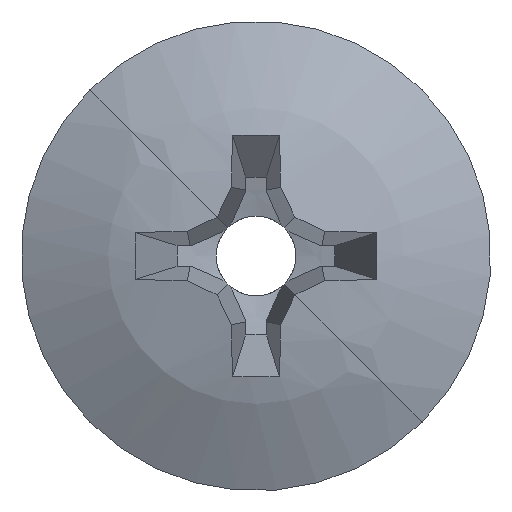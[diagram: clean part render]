
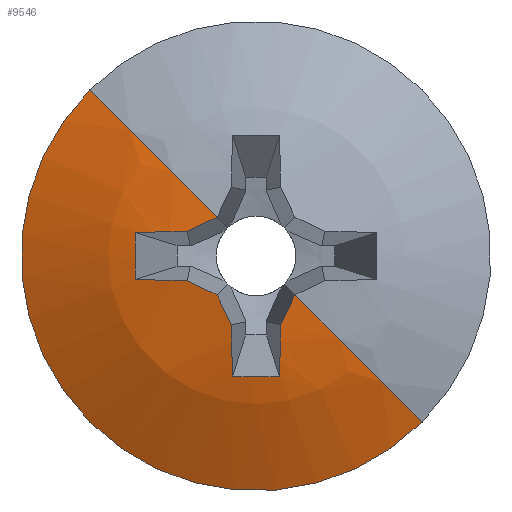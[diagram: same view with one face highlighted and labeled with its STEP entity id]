
A CAD part, left-side view. The second image highlights one B-rep face of the part: STEP entity #9546.
In plain terms, the highlighted spherical face has radius 5.452 mm.
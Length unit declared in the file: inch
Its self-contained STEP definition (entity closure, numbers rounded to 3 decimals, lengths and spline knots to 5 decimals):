
#3719=CARTESIAN_POINT('',(0.14257,0.01131,
0.01131));
#3720=DIRECTION('',(-0.128,0.701,0.701));
#3721=DIRECTION('',(-0.959,0.092,-0.268));
#3722=AXIS2_PLACEMENT_3D('',#3719,#3720,#3721);
#3724=CARTESIAN_POINT('',(-0.06856,0.,-0.02484));
#3725=CARTESIAN_POINT('',(-0.06849,0.00152,
-0.02539));
#3726=CARTESIAN_POINT('',(-0.06833,0.00455,
-0.02647));
#3727=CARTESIAN_POINT('',(-0.06799,0.009,
-0.02804));
#3728=CARTESIAN_POINT('',(-0.06766,0.01228,
-0.02919));
#3729=CARTESIAN_POINT('',(-0.06746,0.01399,
-0.02979));
#3731=CARTESIAN_POINT('',(-0.06746,-0.01399,
-0.02979));
#3732=CARTESIAN_POINT('',(-0.06766,-0.01227,
-0.02919));
#3733=CARTESIAN_POINT('',(-0.06799,-0.00897,
-0.02803));
#3734=CARTESIAN_POINT('',(-0.06833,-0.00451,
-0.02646));
#3735=CARTESIAN_POINT('',(-0.06849,-0.00151,
-0.02538));
#3736=CARTESIAN_POINT('',(-0.06856,0.,-0.02484));
#3738=CARTESIAN_POINT('',(0.14257,-0.01131,
0.01131));
#3739=DIRECTION('',(-0.128,-0.701,0.701));
#3740=DIRECTION('',(-0.981,-0.012,-0.192));
#3741=AXIS2_PLACEMENT_3D('',#3738,#3739,#3740);
#3743=CARTESIAN_POINT('',(0.13324,0.01932,
0.01932));
#3744=DIRECTION('',(-0.385,0.653,0.653));
#3745=DIRECTION('',(-0.922,-0.237,-0.307));
#3746=AXIS2_PLACEMENT_3D('',#3743,#3744,#3745);
#3748=CARTESIAN_POINT('',(0.14257,0.01131,
-0.01131));
#3749=DIRECTION('',(-0.128,0.701,-0.701));
#3750=DIRECTION('',(-0.959,-0.268,-0.092));
#3751=AXIS2_PLACEMENT_3D('',#3748,#3749,#3750);
#3753=CARTESIAN_POINT('',(-0.06856,-0.02484,0.));
#3754=CARTESIAN_POINT('',(-0.0685,-0.02536,
-0.00144));
#3755=CARTESIAN_POINT('',(-0.06834,-0.0264,
-0.00435));
#3756=CARTESIAN_POINT('',(-0.06799,-0.02806,
-0.00904));
#3757=CARTESIAN_POINT('',(-0.06766,-0.0292,
-0.01231));
#3758=CARTESIAN_POINT('',(-0.06746,-0.02979,
-0.01399));
#3760=CARTESIAN_POINT('',(0.14464,0.,0.));
#3761=DIRECTION('',(0.,0.,-1.));
#3762=DIRECTION('',(-0.87,-0.494,0.));
#3763=AXIS2_PLACEMENT_3D('',#3760,#3761,#3762);
#3765=CARTESIAN_POINT('',(-0.042,0.,0.));
#3766=DIRECTION('',(-1.,0.,0.));
#3767=DIRECTION('',(0.,1.,0.));
#3768=AXIS2_PLACEMENT_3D('',#3765,#3766,#3767);
#3770=CARTESIAN_POINT('',(0.14464,0.,0.));
#3771=DIRECTION('',(0.,0.,1.));
#3772=DIRECTION('',(-0.87,0.494,0.));
#3773=AXIS2_PLACEMENT_3D('',#3770,#3771,#3772);
#3775=CARTESIAN_POINT('',(-0.06746,0.02979,
-0.01399));
#3776=CARTESIAN_POINT('',(-0.06766,0.0292,
-0.01231));
#3777=CARTESIAN_POINT('',(-0.06799,0.02806,
-0.00904));
#3778=CARTESIAN_POINT('',(-0.06834,0.0264,
-0.00436));
#3779=CARTESIAN_POINT('',(-0.0685,0.02536,
-0.00144));
#3780=CARTESIAN_POINT('',(-0.06856,0.02484,0.));
#3782=CARTESIAN_POINT('',(0.14257,-0.01131,
-0.01131));
#3783=DIRECTION('',(0.128,0.701,0.701));
#3784=DIRECTION('',(-0.959,0.268,-0.092));
#3785=AXIS2_PLACEMENT_3D('',#3782,#3783,#3784);
#3787=CARTESIAN_POINT('',(0.13324,-0.01932,
0.01932));
#3788=DIRECTION('',(0.385,0.653,-0.653));
#3789=DIRECTION('',(-0.922,0.237,-0.307));
#3790=AXIS2_PLACEMENT_3D('',#3787,#3788,#3789);
#3907=CARTESIAN_POINT('',(-0.06856,-0.02484,0.));
#3953=CARTESIAN_POINT('',(-0.06856,0.02484,0.));
#4206=CARTESIAN_POINT('',(-0.042,0.106,0.));
#4208=VERTEX_POINT('',#4206);
#4210=CARTESIAN_POINT('',(-0.042,-0.106,0.));
#4212=VERTEX_POINT('',#4210);
#4303=VERTEX_POINT('',#3907);
#4318=VERTEX_POINT('',#3953);
#4319=CARTESIAN_POINT('',(-0.06271,0.03104,
-0.04597));
#4320=CARTESIAN_POINT('',(-0.06746,0.01399,
-0.02979));
#4321=VERTEX_POINT('',#4319);
#4322=VERTEX_POINT('',#4320);
#4323=VERTEX_POINT('',#3724);
#4324=VERTEX_POINT('',#3731);
#4325=CARTESIAN_POINT('',(-0.06271,-0.03104,
-0.04597));
#4326=VERTEX_POINT('',#4325);
#4327=CARTESIAN_POINT('',(-0.06271,-0.04597,
-0.03104));
#4328=VERTEX_POINT('',#4327);
#4329=CARTESIAN_POINT('',(-0.06746,-0.02979,
-0.01399));
#4330=VERTEX_POINT('',#4329);
#4331=VERTEX_POINT('',#3775);
#4332=CARTESIAN_POINT('',(-0.06271,0.04597,
-0.03104));
#4333=VERTEX_POINT('',#4332);
#9514=CARTESIAN_POINT('',(0.14464,0.,0.));
#9515=DIRECTION('',(1.,0.,0.));
#9516=DIRECTION('',(0.,-1.,0.));
#9517=AXIS2_PLACEMENT_3D('',#9514,#9515,#9516);
#9518=SPHERICAL_SURFACE('',#9517,0.21464);
#9520=ORIENTED_EDGE('',*,*,#9519,.T.);
#9522=ORIENTED_EDGE('',*,*,#9521,.F.);
#9524=ORIENTED_EDGE('',*,*,#9523,.F.);
#9526=ORIENTED_EDGE('',*,*,#9525,.T.);
#9528=ORIENTED_EDGE('',*,*,#9527,.T.);
#9530=ORIENTED_EDGE('',*,*,#9529,.T.);
#9532=ORIENTED_EDGE('',*,*,#9531,.F.);
#9534=ORIENTED_EDGE('',*,*,#9533,.F.);
#9535=ORIENTED_EDGE('',*,*,#9507,.F.);
#9537=ORIENTED_EDGE('',*,*,#9536,.T.);
#9539=ORIENTED_EDGE('',*,*,#9538,.F.);
#9541=ORIENTED_EDGE('',*,*,#9540,.F.);
#9543=ORIENTED_EDGE('',*,*,#9542,.F.);
#9544=EDGE_LOOP('',(#9520,#9522,#9524,#9526,#9528,#9530,#9532,#9534,#9535,#9537,
#9539,#9541,#9543));
#9545=FACE_OUTER_BOUND('',#9544,.F.);
#3723=CIRCLE('',#3722,0.21404);
#3730=B_SPLINE_CURVE_WITH_KNOTS('',3,(#3724,#3725,#3726,#3727,#3728,#3729),
.UNSPECIFIED.,.F.,.F.,(4,1,1,4),(0.,0.33333,0.66667,1.),
.UNSPECIFIED.);
#3737=B_SPLINE_CURVE_WITH_KNOTS('',3,(#3731,#3732,#3733,#3734,#3735,#3736),
.UNSPECIFIED.,.F.,.F.,(4,1,1,4),(0.,0.33333,0.66667,1.),
.UNSPECIFIED.);
#3742=CIRCLE('',#3741,0.21404);
#3747=CIRCLE('',#3746,0.21259);
#3752=CIRCLE('',#3751,0.21404);
#3759=B_SPLINE_CURVE_WITH_KNOTS('',3,(#3753,#3754,#3755,#3756,#3757,#3758),
.UNSPECIFIED.,.F.,.F.,(4,1,1,4),(0.,0.33333,0.66667,1.),
.UNSPECIFIED.);
#3764=CIRCLE('',#3763,0.21464);
#3769=CIRCLE('',#3768,0.106);
#3774=CIRCLE('',#3773,0.21464);
#3781=B_SPLINE_CURVE_WITH_KNOTS('',3,(#3775,#3776,#3777,#3778,#3779,#3780),
.UNSPECIFIED.,.F.,.F.,(4,1,1,4),(0.,0.33333,0.66667,1.),
.UNSPECIFIED.);
#3786=CIRCLE('',#3785,0.21404);
#3791=CIRCLE('',#3790,0.21259);
#9507=EDGE_CURVE('',#4208,#4212,#3769,.T.);
#9519=EDGE_CURVE('',#4321,#4322,#3723,.T.);
#9521=EDGE_CURVE('',#4323,#4322,#3730,.T.);
#9523=EDGE_CURVE('',#4324,#4323,#3737,.T.);
#9525=EDGE_CURVE('',#4324,#4326,#3742,.T.);
#9527=EDGE_CURVE('',#4326,#4328,#3747,.T.);
#9529=EDGE_CURVE('',#4328,#4330,#3752,.T.);
#9531=EDGE_CURVE('',#4303,#4330,#3759,.T.);
#9533=EDGE_CURVE('',#4212,#4303,#3764,.T.);
#9536=EDGE_CURVE('',#4208,#4318,#3774,.T.);
#9538=EDGE_CURVE('',#4331,#4318,#3781,.T.);
#9540=EDGE_CURVE('',#4333,#4331,#3786,.T.);
#9542=EDGE_CURVE('',#4321,#4333,#3791,.T.);
#9546=ADVANCED_FACE('',(#9545),#9518,.T.);
